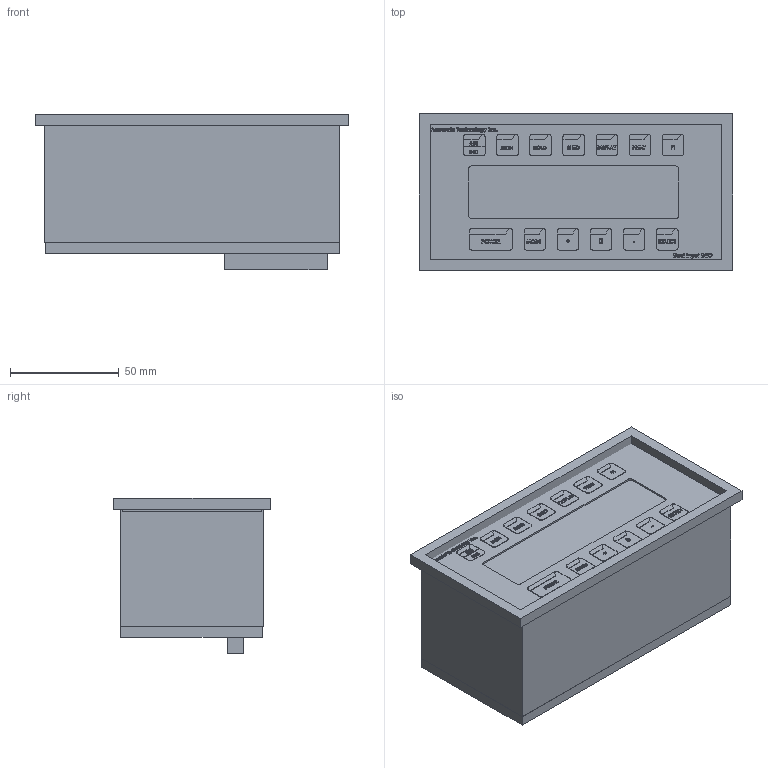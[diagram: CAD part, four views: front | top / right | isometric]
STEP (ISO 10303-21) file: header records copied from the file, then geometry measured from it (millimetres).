
FILE_DESCRIPTION (( 'STEP AP214' ), '1' );
FILE_NAME ('700-1600-500.STEP', '2019-01-29T20:59:05', ( '' ), ( '' ), 'SwSTEP 2.0', 'SolidWorks 2018', '' );
FILE_SCHEMA (( 'AUTOMOTIVE_DESIGN' ));
Length unit declared in the file: inch
Products named in the file (5): Dual Input Housing; rear plate; Dual Input keypad_without ribbon; Connector strips; 700-1600-500
Assembly tree (4 placements, depth 2):
  700-1600-500
    Dual Input Housing
    Dual Input keypad_without ribbon
    rear plate
    Connector strips
Bounding box: 144 x 72 x 71.62 mm (x, y, z)
Volume: 91477.9 mm3; surface area: 115315.7 mm2
Topology: 4 solids, 4 shells, 1242 faces, 3288 edges, 2188 vertices
Faces by surface type: plane 831, bspline 355, cylinder 56
Entity records: 65824 total; most frequent: CARTESIAN_POINT 28720, ORIENTED_EDGE 6576, DIRECTION 4482, EDGE_CURVE 3288, LINE 2462, VECTOR 2462, VERTEX_POINT 2188, EDGE_LOOP 1382
